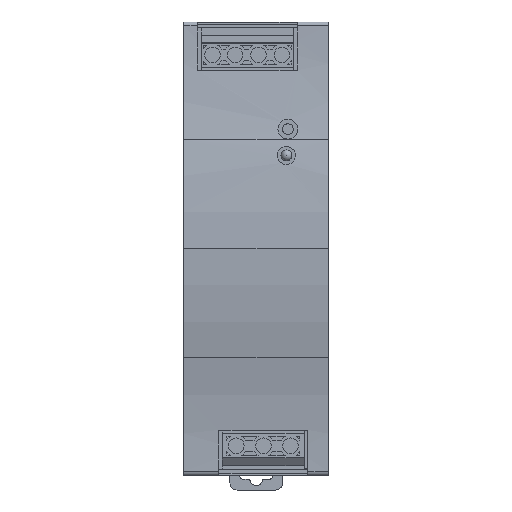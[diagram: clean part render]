
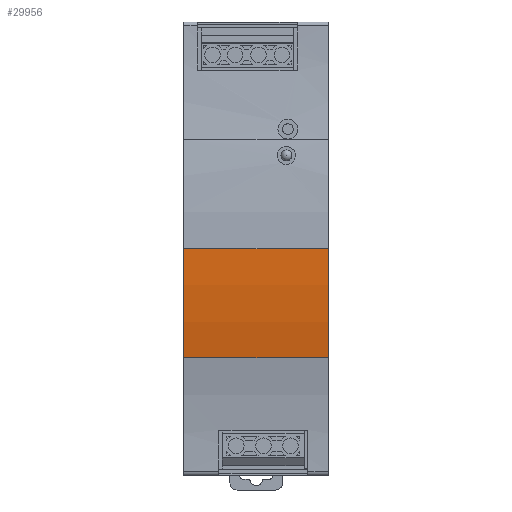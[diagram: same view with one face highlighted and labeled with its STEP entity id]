
A CAD part, left-side view. The second image highlights one B-rep face of the part: STEP entity #29956.
In plain terms, the highlighted cylindrical face has radius 150.5 mm (diameter 301 mm), a partial arc.
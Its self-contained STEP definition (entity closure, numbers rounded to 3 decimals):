
#428=CIRCLE('',#30658,150.5);
#465=CIRCLE('',#30701,150.5);
#1039=CYLINDRICAL_SURFACE('',#31843,150.5);
#1649=VERTEX_POINT('',#40637);
#1650=VERTEX_POINT('',#40639);
#1706=VERTEX_POINT('',#40762);
#1707=VERTEX_POINT('',#40764);
#5946=VECTOR('',#35471,1.);
#7256=VECTOR('',#37617,1.);
#9739=LINE('',#43349,#5946);
#11049=LINE('',#47045,#7256);
#12433=EDGE_CURVE('',#1650,#1649,#428,.F.);
#12495=EDGE_CURVE('',#1706,#1707,#465,.T.);
#13789=EDGE_CURVE('',#1707,#1649,#9739,.F.);
#15261=EDGE_CURVE('',#1706,#1650,#11049,.T.);
#23200=ORIENTED_EDGE('',*,*,#15261,.T.);
#23201=ORIENTED_EDGE('',*,*,#12433,.T.);
#23202=ORIENTED_EDGE('',*,*,#13789,.F.);
#23203=ORIENTED_EDGE('',*,*,#12495,.F.);
#26524=EDGE_LOOP('',(#23200,#23201,#23202,#23203));
#28414=FACE_BOUND('',#26524,.T.);
#29956=ADVANCED_FACE('',(#28414),#1039,.T.);
#30658=AXIS2_PLACEMENT_3D('',#40638,#33529,#33530);
#30701=AXIS2_PLACEMENT_3D('',#40763,#33637,#33638);
#31843=AXIS2_PLACEMENT_3D('',#47044,#37615,#37616);
#33529=DIRECTION('',(0.,1.,0.));
#33530=DIRECTION('',(-150.5,0.,0.));
#33637=DIRECTION('',(0.,-1.,0.));
#33638=DIRECTION('',(-150.5,0.,0.));
#35471=DIRECTION('',(0.,-1.,0.));
#37615=DIRECTION('',(0.,-1.,0.));
#37616=DIRECTION('',(-150.5,0.,0.));
#37617=DIRECTION('',(0.,1.,0.));
#40637=CARTESIAN_POINT('',(-12.664,53.236,-18.064));
#40638=CARTESIAN_POINT('',(134.803,53.236,12.));
#40639=CARTESIAN_POINT('',(-15.697,53.236,12.));
#40762=CARTESIAN_POINT('',(-15.697,13.236,12.));
#40763=CARTESIAN_POINT('',(134.803,13.236,12.));
#40764=CARTESIAN_POINT('',(-12.664,13.236,-18.064));
#43349=CARTESIAN_POINT('',(-12.664,18.986,-18.064));
#47044=CARTESIAN_POINT('',(134.803,18.986,12.));
#47045=CARTESIAN_POINT('',(-15.697,13.236,12.));
